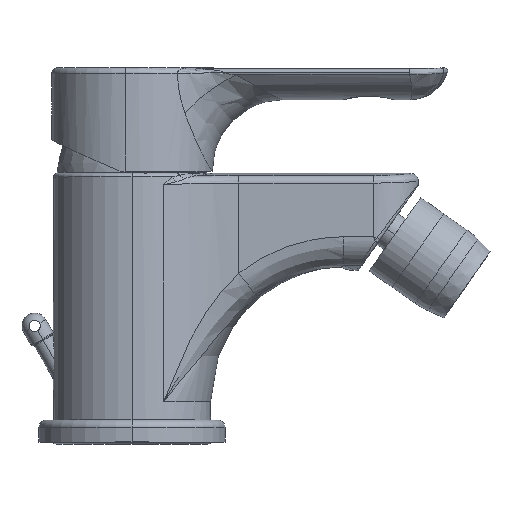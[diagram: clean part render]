
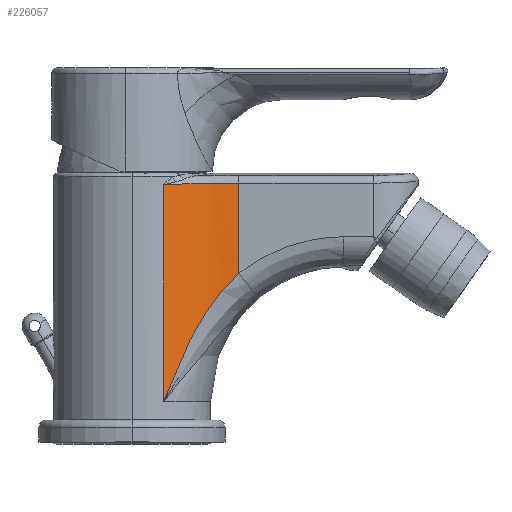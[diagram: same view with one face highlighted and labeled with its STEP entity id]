
A CAD part, top view. The second image highlights one B-rep face of the part: STEP entity #226057.
In plain terms, the highlighted cylindrical face has radius 50 mm (diameter 100 mm), a partial arc.
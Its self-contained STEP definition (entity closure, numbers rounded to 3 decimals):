
#1180 = CARTESIAN_POINT ( 'NONE',  ( 28.566, 66., 15. ) ) ;
#1844 = CARTESIAN_POINT ( 'NONE',  ( 8.449, 87.908, 19.225 ) ) ;
#2358 = CARTESIAN_POINT ( 'NONE',  ( 18.151, 51.238, 16.088 ) ) ;
#6815 = LINE ( 'NONE', #1180, #77750 ) ;
#8427 = CARTESIAN_POINT ( 'NONE',  ( 28.566, 88.378, 15. ) ) ;
#11460 = AXIS2_PLACEMENT_3D ( 'NONE', #70574, #210275, #123269 ) ;
#12286 = CARTESIAN_POINT ( 'NONE',  ( 9.653, 33.104, 18.696 ) ) ;
#13547 = CARTESIAN_POINT ( 'NONE',  ( 11.672, 88.067, 17.932 ) ) ;
#15971 = CARTESIAN_POINT ( 'NONE',  ( 8.449, 30., 19.225 ) ) ;
#18678 = CYLINDRICAL_SURFACE ( 'NONE', #11460, 50. ) ;
#21827 = DIRECTION ( 'NONE',  ( 0., 1., 0. ) ) ;
#28817 = CARTESIAN_POINT ( 'NONE',  ( 28.566, 88.378, 15. ) ) ;
#30313 = CARTESIAN_POINT ( 'NONE',  ( 14.967, 88.19, 16.854 ) ) ;
#45859 = CARTESIAN_POINT ( 'NONE',  ( 8.449, 30., 19.225 ) ) ;
#48119 = VERTEX_POINT ( 'NONE', #15971 ) ;
#48869 = CARTESIAN_POINT ( 'NONE',  ( 26.132, 61.941, 15.047 ) ) ;
#54941 = CARTESIAN_POINT ( 'NONE',  ( 17.314, 49.788, 16.276 ) ) ;
#59766 = ORIENTED_EDGE ( 'NONE', *, *, #87564, .T. ) ;
#64652 = CARTESIAN_POINT ( 'NONE',  ( 25.087, 88.378, 15. ) ) ;
#66396 = CARTESIAN_POINT ( 'NONE',  ( 22.856, 58.149, 15.317 ) ) ;
#70574 = CARTESIAN_POINT ( 'NONE',  ( 28.566, 91., 65. ) ) ;
#72085 = DIRECTION ( 'NONE',  ( 0., -1., 0. ) ) ;
#72510 = CARTESIAN_POINT ( 'NONE',  ( 13.517, 42.345, 17.298 ) ) ;
#74211 = VERTEX_POINT ( 'NONE', #198316 ) ;
#76056 = EDGE_CURVE ( 'NONE', #125406, #74211, #6815, .T. ) ;
#77750 = VECTOR ( 'NONE', #72085, 1000. ) ;
#82266 = CARTESIAN_POINT ( 'NONE',  ( 12.494, 88.1, 17.646 ) ) ;
#84128 = ORIENTED_EDGE ( 'NONE', *, *, #76056, .F. ) ;
#87564 = EDGE_CURVE ( 'NONE', #125406, #141088, #112997, .T. ) ;
#89607 = FACE_OUTER_BOUND ( 'NONE', #205315, .T. ) ;
#90059 = CARTESIAN_POINT ( 'NONE',  ( 10.877, 36.209, 18.213 ) ) ;
#99801 = CARTESIAN_POINT ( 'NONE',  ( 9.244, 87.953, 18.876 ) ) ;
#101292 = CARTESIAN_POINT ( 'NONE',  ( 21.67, 88.345, 15.359 ) ) ;
#102275 = CARTESIAN_POINT ( 'NONE',  ( 14.933, 45.375, 16.867 ) ) ;
#107650 = CARTESIAN_POINT ( 'NONE',  ( 28.566, 64.276, 15. ) ) ;
#112997 = B_SPLINE_CURVE_WITH_KNOTS ( 'NONE', 3,
 ( #28817, #64652, #101292, #189125, #30313, #82266, #13547, #134920, #99801, #152563 ),
 .UNSPECIFIED., .F., .F.,
 ( 4, 2, 2, 2, 4 ),
 ( 0., 0.01, 0.015, 0.018, 0.021 ),
 .UNSPECIFIED. ) ;
#113504 = ORIENTED_EDGE ( 'NONE', *, *, #143997, .T. ) ;
#122365 = LINE ( 'NONE', #215698, #130461 ) ;
#123269 = DIRECTION ( 'NONE',  ( 0., 0., -1. ) ) ;
#125406 = VERTEX_POINT ( 'NONE', #8427 ) ;
#128169 = EDGE_CURVE ( 'NONE', #48119, #141088, #122365, .T. ) ;
#130461 = VECTOR ( 'NONE', #21827, 1000. ) ;
#134920 = CARTESIAN_POINT ( 'NONE',  ( 10.048, 87.993, 18.547 ) ) ;
#141088 = VERTEX_POINT ( 'NONE', #1844 ) ;
#143997 = EDGE_CURVE ( 'NONE', #48119, #74211, #193382, .T. ) ;
#152563 = CARTESIAN_POINT ( 'NONE',  ( 8.449, 87.908, 19.225 ) ) ;
#158904 = CARTESIAN_POINT ( 'NONE',  ( 19.932, 54.082, 15.743 ) ) ;
#172623 = CARTESIAN_POINT ( 'NONE',  ( 20.87, 55.467, 15.586 ) ) ;
#189125 = CARTESIAN_POINT ( 'NONE',  ( 16.632, 88.236, 16.415 ) ) ;
#193382 = B_SPLINE_CURVE_WITH_KNOTS ( 'NONE', 3,
 ( #45859, #12286, #90059, #72510, #102275, #54941, #2358, #158904, #172623, #66396, #212260, #48869, #206193, #107650 ),
 .UNSPECIFIED., .F., .F.,
 ( 4, 2, 2, 2, 2, 2, 4 ),
 ( 0., 0.01, 0.02, 0.025, 0.03, 0.035, 0.04 ),
 .UNSPECIFIED. ) ;
#198316 = CARTESIAN_POINT ( 'NONE',  ( 28.566, 64.276, 15. ) ) ;
#205095 = ORIENTED_EDGE ( 'NONE', *, *, #128169, .F. ) ;
#205315 = EDGE_LOOP ( 'NONE', ( #84128, #59766, #205095, #113504 ) ) ;
#206193 = CARTESIAN_POINT ( 'NONE',  ( 27.311, 63.138, 15. ) ) ;
#210275 = DIRECTION ( 'NONE',  ( 0., -1., 0. ) ) ;
#212260 = CARTESIAN_POINT ( 'NONE',  ( 23.905, 59.447, 15.205 ) ) ;
#215698 = CARTESIAN_POINT ( 'NONE',  ( 8.449, 91., 19.225 ) ) ;
#226057 = ADVANCED_FACE ( 'NONE', ( #89607 ), #18678, .F. ) ;
